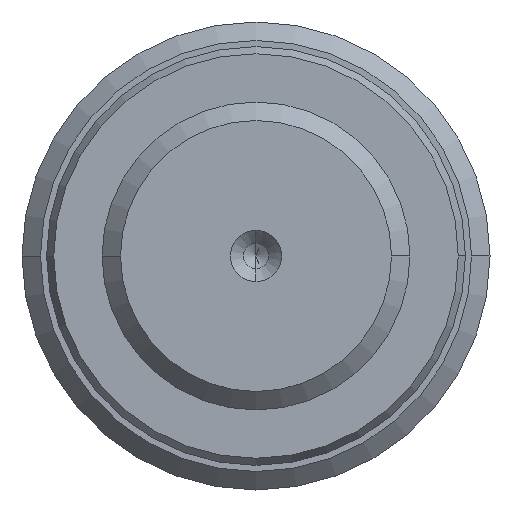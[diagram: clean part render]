
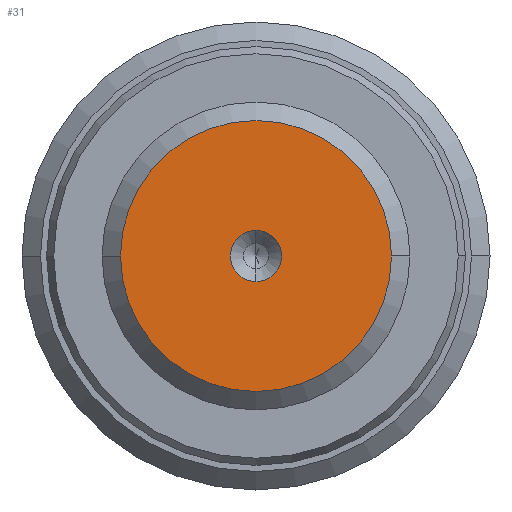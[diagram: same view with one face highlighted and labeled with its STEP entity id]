
A CAD part, left-side view. The second image highlights one B-rep face of the part: STEP entity #31.
In plain terms, the highlighted planar face has unit normal (-1, 0, 0).
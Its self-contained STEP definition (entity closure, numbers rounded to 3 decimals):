
#25 = DIRECTION ( 'NONE',  ( 0., -1., 0. ) ) ;
#31 = ADVANCED_FACE ( 'NONE', ( #103, #1888 ), #1462, .T. ) ;
#103 = FACE_BOUND ( 'NONE', #2192, .T. ) ;
#201 = CIRCLE ( 'NONE', #1146, 11. ) ;
#230 = CARTESIAN_POINT ( 'NONE',  ( 0., 0., 2.075 ) ) ;
#311 = EDGE_CURVE ( 'NONE', #1019, #587, #347, .T. ) ;
#320 = CARTESIAN_POINT ( 'NONE',  ( 0., 0., 0. ) ) ;
#347 = CIRCLE ( 'NONE', #1044, 11. ) ;
#430 = DIRECTION ( 'NONE',  ( -1., 0., 0. ) ) ;
#587 = VERTEX_POINT ( 'NONE', #2347 ) ;
#663 = DIRECTION ( 'NONE',  ( 1., 0., 0. ) ) ;
#671 = EDGE_CURVE ( 'NONE', #1463, #1047, #1952, .T. ) ;
#735 = DIRECTION ( 'NONE',  ( 0., -1., 0. ) ) ;
#786 = EDGE_CURVE ( 'NONE', #587, #1019, #201, .T. ) ;
#846 = CARTESIAN_POINT ( 'NONE',  ( 0., 0., 0. ) ) ;
#903 = AXIS2_PLACEMENT_3D ( 'NONE', #846, #663, #1757 ) ;
#1019 = VERTEX_POINT ( 'NONE', #1099 ) ;
#1044 = AXIS2_PLACEMENT_3D ( 'NONE', #2018, #1272, #25 ) ;
#1047 = VERTEX_POINT ( 'NONE', #230 ) ;
#1099 = CARTESIAN_POINT ( 'NONE',  ( 0., -11., 0. ) ) ;
#1146 = AXIS2_PLACEMENT_3D ( 'NONE', #2015, #430, #1964 ) ;
#1244 = AXIS2_PLACEMENT_3D ( 'NONE', #1654, #1861, #735 ) ;
#1272 = DIRECTION ( 'NONE',  ( -1., 0., 0. ) ) ;
#1462 = PLANE ( 'NONE',  #1714 ) ;
#1463 = VERTEX_POINT ( 'NONE', #1802 ) ;
#1632 = ORIENTED_EDGE ( 'NONE', *, *, #2452, .T. ) ;
#1654 = CARTESIAN_POINT ( 'NONE',  ( 0., 0., 0. ) ) ;
#1714 = AXIS2_PLACEMENT_3D ( 'NONE', #320, #2130, #1897 ) ;
#1757 = DIRECTION ( 'NONE',  ( 0., -1., 0. ) ) ;
#1802 = CARTESIAN_POINT ( 'NONE',  ( 0., 0., -2.075 ) ) ;
#1861 = DIRECTION ( 'NONE',  ( 1., 0., 0. ) ) ;
#1888 = FACE_OUTER_BOUND ( 'NONE', #2208, .T. ) ;
#1897 = DIRECTION ( 'NONE',  ( 0., -1., 0. ) ) ;
#1902 = ORIENTED_EDGE ( 'NONE', *, *, #671, .T. ) ;
#1952 = CIRCLE ( 'NONE', #903, 2.075 ) ;
#1964 = DIRECTION ( 'NONE',  ( 0., -1., 0. ) ) ;
#2015 = CARTESIAN_POINT ( 'NONE',  ( 0., 0., 0. ) ) ;
#2018 = CARTESIAN_POINT ( 'NONE',  ( 0., 0., 0. ) ) ;
#2130 = DIRECTION ( 'NONE',  ( -1., 0., 0. ) ) ;
#2192 = EDGE_LOOP ( 'NONE', ( #1632, #1902 ) ) ;
#2208 = EDGE_LOOP ( 'NONE', ( #2641, #2604 ) ) ;
#2347 = CARTESIAN_POINT ( 'NONE',  ( 0., 11., 0. ) ) ;
#2429 = CIRCLE ( 'NONE', #1244, 2.075 ) ;
#2452 = EDGE_CURVE ( 'NONE', #1047, #1463, #2429, .T. ) ;
#2604 = ORIENTED_EDGE ( 'NONE', *, *, #311, .T. ) ;
#2641 = ORIENTED_EDGE ( 'NONE', *, *, #786, .T. ) ;
